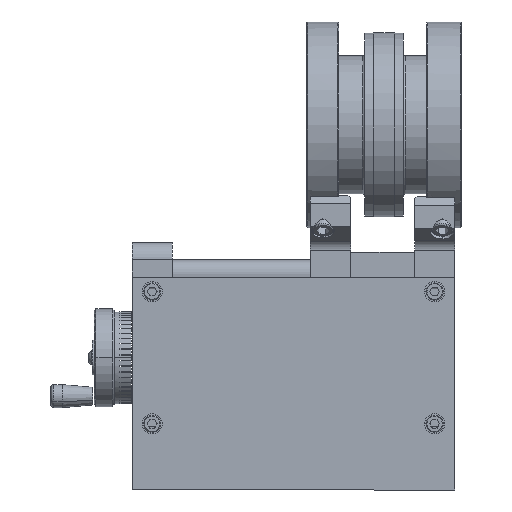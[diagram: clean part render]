
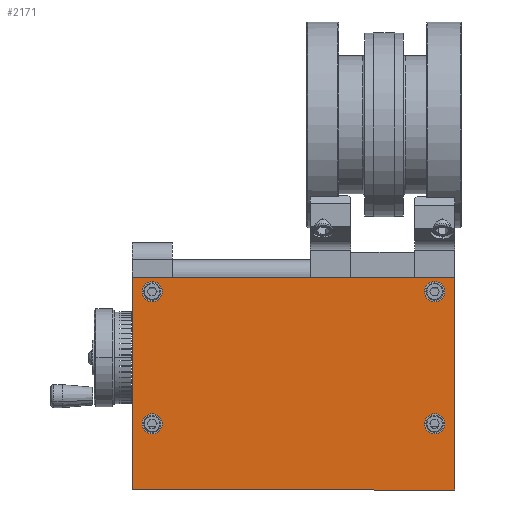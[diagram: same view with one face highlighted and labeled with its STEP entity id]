
A CAD part, left-side view. The second image highlights one B-rep face of the part: STEP entity #2171.
In plain terms, the highlighted planar face has unit normal (-1, 0, 0).
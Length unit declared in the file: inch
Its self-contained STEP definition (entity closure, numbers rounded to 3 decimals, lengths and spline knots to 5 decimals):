
#212 = DIRECTION ( 'NONE',  ( -1., 0., 0. ) ) ;
#448 = EDGE_CURVE ( 'NONE', #18548, #1062, #6792, .T. ) ;
#483 = EDGE_CURVE ( 'NONE', #1465, #21610, #6128, .T. ) ;
#939 = CARTESIAN_POINT ( 'NONE',  ( -1.625, 6.714, -6.4995 ) ) ;
#940 = EDGE_CURVE ( 'NONE', #22775, #18170, #6078, .T. ) ;
#1062 = VERTEX_POINT ( 'NONE', #3189 ) ;
#1465 = VERTEX_POINT ( 'NONE', #19000 ) ;
#1950 = DIRECTION ( 'NONE',  ( -1., 0., 0. ) ) ;
#2171 = ADVANCED_FACE ( 'NONE', ( #21033, #21682, #10775, #15641, #10111 ), #8442, .F. ) ;
#2195 = DIRECTION ( 'NONE',  ( 0., -1., 0. ) ) ;
#2306 = EDGE_CURVE ( 'NONE', #6145, #14937, #13654, .T. ) ;
#2702 = VECTOR ( 'NONE', #5296, 39.37008 ) ;
#2738 = AXIS2_PLACEMENT_3D ( 'NONE', #15137, #2785, #17187 ) ;
#2766 = CIRCLE ( 'NONE', #2738, 0.219 ) ;
#2785 = DIRECTION ( 'NONE',  ( -1., 0., 0. ) ) ;
#3001 = DIRECTION ( 'NONE',  ( 0., -1., 0. ) ) ;
#3189 = CARTESIAN_POINT ( 'NONE',  ( -1.625, 6.495, -3.6245 ) ) ;
#3644 = ORIENTED_EDGE ( 'NONE', *, *, #10630, .F. ) ;
#3952 = VECTOR ( 'NONE', #11445, 39.37008 ) ;
#4275 = CARTESIAN_POINT ( 'NONE',  ( -1.625, 0.575, -3.6245 ) ) ;
#4828 = CIRCLE ( 'NONE', #13584, 0.219 ) ;
#4922 = CIRCLE ( 'NONE', #26381, 0.219 ) ;
#5296 = DIRECTION ( 'NONE',  ( 0., 1., 0. ) ) ;
#5429 = VERTEX_POINT ( 'NONE', #5925 ) ;
#5925 = CARTESIAN_POINT ( 'NONE',  ( -1.625, 0.356, -6.4995 ) ) ;
#6078 = LINE ( 'NONE', #17495, #11587 ) ;
#6128 = CIRCLE ( 'NONE', #14421, 0.219 ) ;
#6145 = VERTEX_POINT ( 'NONE', #23497 ) ;
#6506 = ORIENTED_EDGE ( 'NONE', *, *, #2306, .F. ) ;
#6792 = CIRCLE ( 'NONE', #10259, 0.219 ) ;
#7541 = EDGE_CURVE ( 'NONE', #14946, #15042, #7732, .T. ) ;
#7647 = VERTEX_POINT ( 'NONE', #17847 ) ;
#7732 = CIRCLE ( 'NONE', #23018, 0.219 ) ;
#7867 = DIRECTION ( 'NONE',  ( -1., 0., 0. ) ) ;
#8018 = LINE ( 'NONE', #17015, #23102 ) ;
#8192 = DIRECTION ( 'NONE',  ( -1., 0., 0. ) ) ;
#8442 = PLANE ( 'NONE',  #25246 ) ;
#8448 = EDGE_CURVE ( 'NONE', #18170, #14937, #9411, .T. ) ;
#8657 = CARTESIAN_POINT ( 'NONE',  ( -1.625, 6.495, -6.4995 ) ) ;
#9411 = LINE ( 'NONE', #13440, #3952 ) ;
#9530 = CARTESIAN_POINT ( 'NONE',  ( -1.625, 0.137, -3.3175 ) ) ;
#9759 = EDGE_CURVE ( 'NONE', #5429, #7647, #10595, .T. ) ;
#10111 = FACE_BOUND ( 'NONE', #23929, .T. ) ;
#10259 = AXIS2_PLACEMENT_3D ( 'NONE', #14646, #212, #12548 ) ;
#10465 = ORIENTED_EDGE ( 'NONE', *, *, #23531, .F. ) ;
#10595 = CIRCLE ( 'NONE', #10731, 0.219 ) ;
#10630 = EDGE_CURVE ( 'NONE', #1062, #18548, #4922, .T. ) ;
#10731 = AXIS2_PLACEMENT_3D ( 'NONE', #11079, #25395, #13141 ) ;
#10746 = ORIENTED_EDGE ( 'NONE', *, *, #448, .F. ) ;
#10775 = FACE_OUTER_BOUND ( 'NONE', #22203, .T. ) ;
#10995 = DIRECTION ( 'NONE',  ( 1., 0., 0. ) ) ;
#11079 = CARTESIAN_POINT ( 'NONE',  ( -1.625, 0.575, -6.4995 ) ) ;
#11445 = DIRECTION ( 'NONE',  ( 0., 0., -1. ) ) ;
#11587 = VECTOR ( 'NONE', #13180, 39.37008 ) ;
#12130 = CARTESIAN_POINT ( 'NONE',  ( -1.625, 0.794, -3.6245 ) ) ;
#12343 = CARTESIAN_POINT ( 'NONE',  ( -1.625, 7.152, -3.3175 ) ) ;
#12438 = CARTESIAN_POINT ( 'NONE',  ( -1.625, 6.933, -6.4995 ) ) ;
#12548 = DIRECTION ( 'NONE',  ( 0., -1., 0. ) ) ;
#12621 = EDGE_CURVE ( 'NONE', #7647, #5429, #2766, .T. ) ;
#13141 = DIRECTION ( 'NONE',  ( 0., -1., 0. ) ) ;
#13180 = DIRECTION ( 'NONE',  ( 0., 1., 0. ) ) ;
#13440 = CARTESIAN_POINT ( 'NONE',  ( -1.625, 7.152, -7.9375 ) ) ;
#13584 = AXIS2_PLACEMENT_3D ( 'NONE', #20477, #8192, #22553 ) ;
#13654 = LINE ( 'NONE', #17633, #2702 ) ;
#14292 = CARTESIAN_POINT ( 'NONE',  ( -1.625, 6.714, -3.6245 ) ) ;
#14421 = AXIS2_PLACEMENT_3D ( 'NONE', #4275, #16610, #2195 ) ;
#14646 = CARTESIAN_POINT ( 'NONE',  ( -1.625, 6.714, -3.6245 ) ) ;
#14937 = VERTEX_POINT ( 'NONE', #22646 ) ;
#14946 = VERTEX_POINT ( 'NONE', #12438 ) ;
#15042 = VERTEX_POINT ( 'NONE', #8657 ) ;
#15137 = CARTESIAN_POINT ( 'NONE',  ( -1.625, 0.575, -6.4995 ) ) ;
#15362 = DIRECTION ( 'NONE',  ( -1., 0., 0. ) ) ;
#15641 = FACE_BOUND ( 'NONE', #23013, .T. ) ;
#16362 = DIRECTION ( 'NONE',  ( 0., -1., 0. ) ) ;
#16610 = DIRECTION ( 'NONE',  ( -1., 0., 0. ) ) ;
#16764 = ORIENTED_EDGE ( 'NONE', *, *, #483, .F. ) ;
#17015 = CARTESIAN_POINT ( 'NONE',  ( -1.625, 0.137, -7.9375 ) ) ;
#17187 = DIRECTION ( 'NONE',  ( 0., -1., 0. ) ) ;
#17495 = CARTESIAN_POINT ( 'NONE',  ( -1.625, 0.137, -3.3175 ) ) ;
#17633 = CARTESIAN_POINT ( 'NONE',  ( -1.625, 0.137, -7.9375 ) ) ;
#17847 = CARTESIAN_POINT ( 'NONE',  ( -1.625, 0.794, -6.4995 ) ) ;
#18016 = EDGE_LOOP ( 'NONE', ( #16764, #24747 ) ) ;
#18170 = VERTEX_POINT ( 'NONE', #12343 ) ;
#18548 = VERTEX_POINT ( 'NONE', #22001 ) ;
#19000 = CARTESIAN_POINT ( 'NONE',  ( -1.625, 0.356, -3.6245 ) ) ;
#19037 = DIRECTION ( 'NONE',  ( 0., 0., -1. ) ) ;
#20154 = CARTESIAN_POINT ( 'NONE',  ( -1.625, 6.714, -6.4995 ) ) ;
#20477 = CARTESIAN_POINT ( 'NONE',  ( -1.625, 0.575, -3.6245 ) ) ;
#21033 = FACE_BOUND ( 'NONE', #18016, .T. ) ;
#21267 = EDGE_CURVE ( 'NONE', #22775, #6145, #8018, .T. ) ;
#21508 = ORIENTED_EDGE ( 'NONE', *, *, #7541, .F. ) ;
#21610 = VERTEX_POINT ( 'NONE', #12130 ) ;
#21682 = FACE_BOUND ( 'NONE', #25402, .T. ) ;
#22001 = CARTESIAN_POINT ( 'NONE',  ( -1.625, 6.933, -3.6245 ) ) ;
#22203 = EDGE_LOOP ( 'NONE', ( #23582, #6506, #22652, #23672 ) ) ;
#22236 = DIRECTION ( 'NONE',  ( 0., -1., 0. ) ) ;
#22398 = EDGE_CURVE ( 'NONE', #21610, #1465, #4828, .T. ) ;
#22553 = DIRECTION ( 'NONE',  ( 0., -1., 0. ) ) ;
#22646 = CARTESIAN_POINT ( 'NONE',  ( -1.625, 7.152, -7.9375 ) ) ;
#22652 = ORIENTED_EDGE ( 'NONE', *, *, #21267, .F. ) ;
#22775 = VERTEX_POINT ( 'NONE', #9530 ) ;
#23013 = EDGE_LOOP ( 'NONE', ( #10465, #21508 ) ) ;
#23018 = AXIS2_PLACEMENT_3D ( 'NONE', #939, #15362, #3001 ) ;
#23102 = VECTOR ( 'NONE', #19037, 39.37008 ) ;
#23245 = CARTESIAN_POINT ( 'NONE',  ( -1.625, 0.137, -7.9375 ) ) ;
#23497 = CARTESIAN_POINT ( 'NONE',  ( -1.625, 0.137, -7.9375 ) ) ;
#23531 = EDGE_CURVE ( 'NONE', #15042, #14946, #24303, .T. ) ;
#23582 = ORIENTED_EDGE ( 'NONE', *, *, #8448, .T. ) ;
#23672 = ORIENTED_EDGE ( 'NONE', *, *, #940, .T. ) ;
#23773 = ORIENTED_EDGE ( 'NONE', *, *, #9759, .F. ) ;
#23929 = EDGE_LOOP ( 'NONE', ( #23773, #26256 ) ) ;
#24205 = AXIS2_PLACEMENT_3D ( 'NONE', #20154, #7867, #22236 ) ;
#24303 = CIRCLE ( 'NONE', #24205, 0.219 ) ;
#24747 = ORIENTED_EDGE ( 'NONE', *, *, #22398, .F. ) ;
#25246 = AXIS2_PLACEMENT_3D ( 'NONE', #23245, #10995, #25294 ) ;
#25294 = DIRECTION ( 'NONE',  ( 0., 1., 0. ) ) ;
#25395 = DIRECTION ( 'NONE',  ( -1., 0., 0. ) ) ;
#25402 = EDGE_LOOP ( 'NONE', ( #3644, #10746 ) ) ;
#26256 = ORIENTED_EDGE ( 'NONE', *, *, #12621, .F. ) ;
#26381 = AXIS2_PLACEMENT_3D ( 'NONE', #14292, #1950, #16362 ) ;
